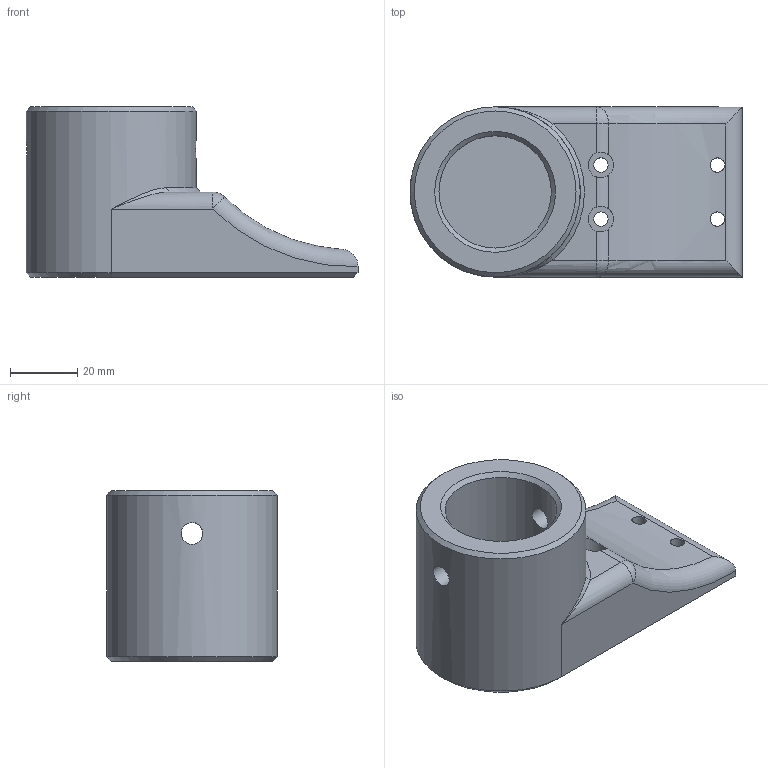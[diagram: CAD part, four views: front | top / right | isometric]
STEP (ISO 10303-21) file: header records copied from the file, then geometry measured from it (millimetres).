
FILE_DESCRIPTION(/* description */ ('STEP AP242','CAx-IF Rec.Pracs.---Representation and Presentation of Product Manufacturing Information (PMI)---4.0---2014-10-13','CAx-IF Rec.Pracs.---3D Tessellated Geometry---0.4---2014-09-14','2;1'),/* implementation_level */ '2;1');
FILE_NAME(/* name */ '6821123b3fbc160dd82f717d',/* time_stamp */ '2025-05-11T21:10:19Z',/* author */ (''),/* organization */ (''),/* preprocessor_version */ 'ST-DEVELOPER v20',/* originating_system */ 'ONSHAPE BY PTC INC, 1.197',/* authorisation */ ' ');
FILE_SCHEMA (('AP242_MANAGED_MODEL_BASED_3D_ENGINEERING_MIM_LF { 1 0 10303 442 1 1 4 }'));
Length unit declared in the file: metre
Products named in the file (1): Part 1
Bounding box: 99.06 x 50.8 x 50.8 mm (x, y, z)
Volume: 109314.1 mm3; surface area: 23455.4 mm2
Topology: 1 solids, 1 shells, 39 faces, 98 edges, 57 vertices
Faces by surface type: cylinder 17, plane 12, cone 4, torus 2, sphere 2, bspline 2
Full cylindrical faces by diameter (mm): 4.3 x4, 6.528 x2, 7.62 x2, 33.528 x1, 50.8 x1
Entity records: 1302 total; most frequent: CARTESIAN_POINT 456, DIRECTION 160, ORIENTED_EDGE 154, EDGE_CURVE 77, AXIS2_PLACEMENT_3D 67, EDGE_LOOP 64, FACE_BOUND 64, VERTEX_POINT 53
